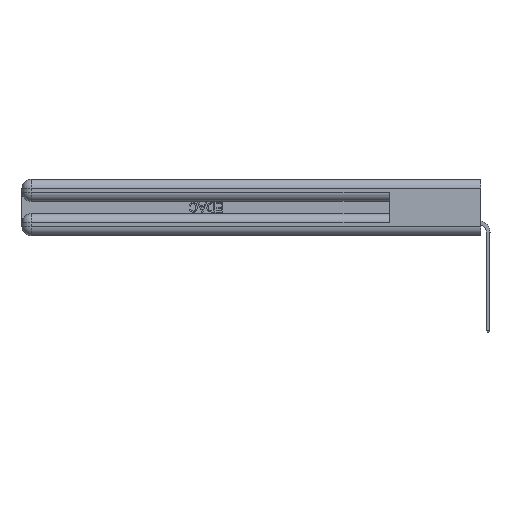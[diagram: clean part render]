
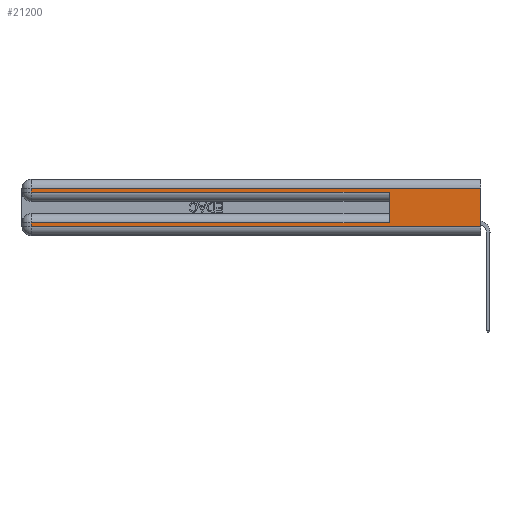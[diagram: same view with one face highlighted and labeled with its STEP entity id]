
A CAD part, left-side view. The second image highlights one B-rep face of the part: STEP entity #21200.
In plain terms, the highlighted planar face has unit normal (-1, 0, 0).
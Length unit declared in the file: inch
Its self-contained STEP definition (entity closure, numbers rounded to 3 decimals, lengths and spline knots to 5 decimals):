
#525 = DIRECTION ( 'NONE',  ( 0., -1., 0. ) ) ;
#686 = ORIENTED_EDGE ( 'NONE', *, *, #31274, .F. ) ;
#1395 = LINE ( 'NONE', #28637, #6307 ) ;
#1414 = DIRECTION ( 'NONE',  ( 0., -1., 0. ) ) ;
#1510 = DIRECTION ( 'NONE',  ( 0., 0., -1. ) ) ;
#4230 = AXIS2_PLACEMENT_3D ( 'NONE', #48525, #48002, #1510 ) ;
#4504 = VERTEX_POINT ( 'NONE', #36078 ) ;
#5825 = DIRECTION ( 'NONE',  ( 0., 0., -1. ) ) ;
#6307 = VECTOR ( 'NONE', #5825, 39.37008 ) ;
#6764 = ORIENTED_EDGE ( 'NONE', *, *, #38380, .T. ) ;
#7068 = CARTESIAN_POINT ( 'NONE',  ( 0., 0.6, 0.085 ) ) ;
#7138 = VECTOR ( 'NONE', #8234, 39.37008 ) ;
#8234 = DIRECTION ( 'NONE',  ( 0., 0., -1. ) ) ;
#8265 = CARTESIAN_POINT ( 'NONE',  ( 0., 2.94, 0.06 ) ) ;
#8373 = VERTEX_POINT ( 'NONE', #46505 ) ;
#8509 = EDGE_CURVE ( 'NONE', #15170, #20168, #39080, .T. ) ;
#10196 = VECTOR ( 'NONE', #45665, 39.37008 ) ;
#10414 = VECTOR ( 'NONE', #1414, 39.37008 ) ;
#12097 = ORIENTED_EDGE ( 'NONE', *, *, #8509, .T. ) ;
#12340 = CARTESIAN_POINT ( 'NONE',  ( 0., 0., 0.085 ) ) ;
#12439 = VERTEX_POINT ( 'NONE', #19921 ) ;
#13610 = LINE ( 'NONE', #37971, #19663 ) ;
#15170 = VERTEX_POINT ( 'NONE', #39242 ) ;
#16312 = CARTESIAN_POINT ( 'NONE',  ( 0., 2.94, 0.37 ) ) ;
#18585 = EDGE_CURVE ( 'NONE', #40328, #20168, #21329, .T. ) ;
#19015 = CARTESIAN_POINT ( 'NONE',  ( 0., 0., 0.31 ) ) ;
#19663 = VECTOR ( 'NONE', #27541, 39.37008 ) ;
#19921 = CARTESIAN_POINT ( 'NONE',  ( 0., 2.94, 0.31 ) ) ;
#20131 = VECTOR ( 'NONE', #525, 39.37008 ) ;
#20168 = VERTEX_POINT ( 'NONE', #23084 ) ;
#21200 = ADVANCED_FACE ( 'NONE', ( #39571 ), #48351, .F. ) ;
#21329 = LINE ( 'NONE', #23966, #21980 ) ;
#21980 = VECTOR ( 'NONE', #47446, 39.37008 ) ;
#22309 = VECTOR ( 'NONE', #39626, 39.37008 ) ;
#23084 = CARTESIAN_POINT ( 'NONE',  ( 0., 0.6, 0.285 ) ) ;
#23861 = CARTESIAN_POINT ( 'NONE',  ( 0., 0., 0.285 ) ) ;
#23966 = CARTESIAN_POINT ( 'NONE',  ( 0., 0.6, 0.145 ) ) ;
#24864 = ORIENTED_EDGE ( 'NONE', *, *, #18585, .F. ) ;
#27541 = DIRECTION ( 'NONE',  ( 0., 0., -1. ) ) ;
#28567 = CARTESIAN_POINT ( 'NONE',  ( 0., 0., 0.31 ) ) ;
#28637 = CARTESIAN_POINT ( 'NONE',  ( 0., 2.94, 0.37 ) ) ;
#28840 = CARTESIAN_POINT ( 'NONE',  ( 0., 0., 0.06 ) ) ;
#29902 = EDGE_CURVE ( 'NONE', #35011, #12439, #42485, .T. ) ;
#31274 = EDGE_CURVE ( 'NONE', #35011, #4504, #13610, .T. ) ;
#33628 = ORIENTED_EDGE ( 'NONE', *, *, #43329, .T. ) ;
#35011 = VERTEX_POINT ( 'NONE', #28567 ) ;
#35072 = LINE ( 'NONE', #12340, #22309 ) ;
#36078 = CARTESIAN_POINT ( 'NONE',  ( 0., 0., 0.06 ) ) ;
#36522 = ORIENTED_EDGE ( 'NONE', *, *, #45511, .T. ) ;
#37255 = VERTEX_POINT ( 'NONE', #8265 ) ;
#37971 = CARTESIAN_POINT ( 'NONE',  ( 0., 0., 0.37 ) ) ;
#38380 = EDGE_CURVE ( 'NONE', #40328, #8373, #35072, .T. ) ;
#39080 = LINE ( 'NONE', #23861, #20131 ) ;
#39242 = CARTESIAN_POINT ( 'NONE',  ( 0., 2.94, 0.285 ) ) ;
#39571 = FACE_OUTER_BOUND ( 'NONE', #46089, .T. ) ;
#39626 = DIRECTION ( 'NONE',  ( 0., 1., 0. ) ) ;
#40328 = VERTEX_POINT ( 'NONE', #7068 ) ;
#41183 = ORIENTED_EDGE ( 'NONE', *, *, #29902, .T. ) ;
#41307 = LINE ( 'NONE', #16312, #7138 ) ;
#42434 = EDGE_CURVE ( 'NONE', #12439, #15170, #1395, .T. ) ;
#42485 = LINE ( 'NONE', #19015, #10196 ) ;
#43329 = EDGE_CURVE ( 'NONE', #37255, #4504, #49438, .T. ) ;
#45511 = EDGE_CURVE ( 'NONE', #8373, #37255, #41307, .T. ) ;
#45665 = DIRECTION ( 'NONE',  ( 0., 1., 0. ) ) ;
#45774 = ORIENTED_EDGE ( 'NONE', *, *, #42434, .T. ) ;
#46089 = EDGE_LOOP ( 'NONE', ( #686, #41183, #45774, #12097, #24864, #6764, #36522, #33628 ) ) ;
#46505 = CARTESIAN_POINT ( 'NONE',  ( 0., 2.94, 0.085 ) ) ;
#47446 = DIRECTION ( 'NONE',  ( 0., 0., 1. ) ) ;
#48002 = DIRECTION ( 'NONE',  ( 1., 0., 0. ) ) ;
#48351 = PLANE ( 'NONE',  #4230 ) ;
#48525 = CARTESIAN_POINT ( 'NONE',  ( 0., 0., 0.37 ) ) ;
#49438 = LINE ( 'NONE', #28840, #10414 ) ;
